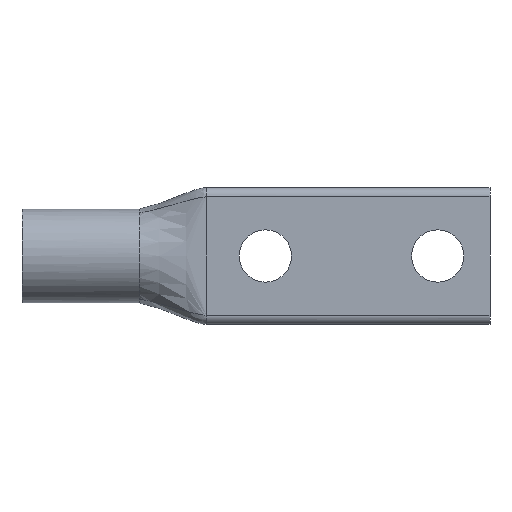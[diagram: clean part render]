
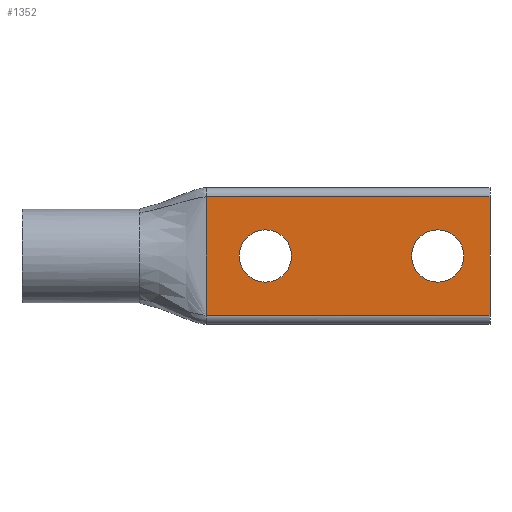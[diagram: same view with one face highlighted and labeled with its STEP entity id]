
A CAD part, front view. The second image highlights one B-rep face of the part: STEP entity #1352.
In plain terms, the highlighted planar face has unit normal (0, -1, 0).
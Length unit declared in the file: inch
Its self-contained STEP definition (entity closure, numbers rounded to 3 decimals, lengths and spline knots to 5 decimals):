
#35 = CARTESIAN_POINT ( 'NONE',  ( 2.47, 0., 0.2655 ) ) ;
#43 = VECTOR ( 'NONE', #1946, 39.37008 ) ;
#84 = ORIENTED_EDGE ( 'NONE', *, *, #1224, .T. ) ;
#95 = CARTESIAN_POINT ( 'NONE',  ( 4.75, 0., -0.6 ) ) ;
#98 = CARTESIAN_POINT ( 'NONE',  ( 1.87, 0., 0.6 ) ) ;
#104 = VECTOR ( 'NONE', #1116, 39.37008 ) ;
#119 = DIRECTION ( 'NONE',  ( 0., 1., 0. ) ) ;
#122 = VERTEX_POINT ( 'NONE', #950 ) ;
#128 = LINE ( 'NONE', #1790, #104 ) ;
#148 = DIRECTION ( 'NONE',  ( 0., 1., 0. ) ) ;
#165 = CARTESIAN_POINT ( 'NONE',  ( 2.47, 0., -0.2655 ) ) ;
#169 = DIRECTION ( 'NONE',  ( 0., 0., 1. ) ) ;
#177 = CARTESIAN_POINT ( 'NONE',  ( 2.47, 0., 0. ) ) ;
#187 = AXIS2_PLACEMENT_3D ( 'NONE', #285, #119, #1967 ) ;
#225 = AXIS2_PLACEMENT_3D ( 'NONE', #803, #1009, #169 ) ;
#284 = EDGE_LOOP ( 'NONE', ( #1121, #84, #428, #2069 ) ) ;
#285 = CARTESIAN_POINT ( 'NONE',  ( 2.47, 0., 0. ) ) ;
#310 = EDGE_CURVE ( 'NONE', #362, #1836, #2149, .T. ) ;
#311 = ORIENTED_EDGE ( 'NONE', *, *, #1177, .T. ) ;
#334 = CARTESIAN_POINT ( 'NONE',  ( 4.75, 0., 0.6 ) ) ;
#348 = DIRECTION ( 'NONE',  ( 0., 0., -1. ) ) ;
#362 = VERTEX_POINT ( 'NONE', #165 ) ;
#365 = FACE_BOUND ( 'NONE', #1715, .T. ) ;
#376 = CARTESIAN_POINT ( 'NONE',  ( 6.15293, 0., 0. ) ) ;
#422 = VECTOR ( 'NONE', #1648, 39.37008 ) ;
#428 = ORIENTED_EDGE ( 'NONE', *, *, #802, .F. ) ;
#560 = VERTEX_POINT ( 'NONE', #95 ) ;
#617 = ORIENTED_EDGE ( 'NONE', *, *, #827, .T. ) ;
#632 = DIRECTION ( 'NONE',  ( 0., 0., 1. ) ) ;
#647 = CIRCLE ( 'NONE', #225, 0.2655 ) ;
#650 = CIRCLE ( 'NONE', #187, 0.2655 ) ;
#717 = FACE_BOUND ( 'NONE', #1060, .T. ) ;
#756 = CARTESIAN_POINT ( 'NONE',  ( 6.15293, 0., -0.6 ) ) ;
#802 = EDGE_CURVE ( 'NONE', #560, #1056, #1130, .T. ) ;
#803 = CARTESIAN_POINT ( 'NONE',  ( 4.22, 0., 0. ) ) ;
#812 = VECTOR ( 'NONE', #348, 39.37008 ) ;
#823 = LINE ( 'NONE', #1002, #812 ) ;
#827 = EDGE_CURVE ( 'NONE', #1836, #362, #650, .T. ) ;
#881 = AXIS2_PLACEMENT_3D ( 'NONE', #376, #1345, #1720 ) ;
#896 = EDGE_CURVE ( 'NONE', #122, #1697, #647, .T. ) ;
#950 = CARTESIAN_POINT ( 'NONE',  ( 4.22, 0., -0.2655 ) ) ;
#996 = CARTESIAN_POINT ( 'NONE',  ( 4.22, 0., 0. ) ) ;
#1002 = CARTESIAN_POINT ( 'NONE',  ( 4.75, 0., 0. ) ) ;
#1009 = DIRECTION ( 'NONE',  ( 0., 1., 0. ) ) ;
#1029 = PLANE ( 'NONE',  #881 ) ;
#1056 = VERTEX_POINT ( 'NONE', #1229 ) ;
#1060 = EDGE_LOOP ( 'NONE', ( #617, #1154 ) ) ;
#1116 = DIRECTION ( 'NONE',  ( -1., 0., 0. ) ) ;
#1121 = ORIENTED_EDGE ( 'NONE', *, *, #1904, .T. ) ;
#1130 = LINE ( 'NONE', #756, #43 ) ;
#1148 = DIRECTION ( 'NONE',  ( 0., 0., 1. ) ) ;
#1154 = ORIENTED_EDGE ( 'NONE', *, *, #310, .T. ) ;
#1177 = EDGE_CURVE ( 'NONE', #1697, #122, #1371, .T. ) ;
#1213 = AXIS2_PLACEMENT_3D ( 'NONE', #177, #148, #632 ) ;
#1224 = EDGE_CURVE ( 'NONE', #1396, #1056, #2001, .T. ) ;
#1229 = CARTESIAN_POINT ( 'NONE',  ( 1.87, 0., -0.6 ) ) ;
#1267 = VERTEX_POINT ( 'NONE', #334 ) ;
#1327 = DIRECTION ( 'NONE',  ( 0., 1., 0. ) ) ;
#1340 = CARTESIAN_POINT ( 'NONE',  ( 4.22, 0., 0.2655 ) ) ;
#1345 = DIRECTION ( 'NONE',  ( 0., -1., 0. ) ) ;
#1352 = ADVANCED_FACE ( 'NONE', ( #1876, #717, #365 ), #1029, .T. ) ;
#1371 = CIRCLE ( 'NONE', #1691, 0.2655 ) ;
#1396 = VERTEX_POINT ( 'NONE', #98 ) ;
#1648 = DIRECTION ( 'NONE',  ( 0., 0., -1. ) ) ;
#1675 = EDGE_CURVE ( 'NONE', #1267, #560, #823, .T. ) ;
#1691 = AXIS2_PLACEMENT_3D ( 'NONE', #996, #1327, #1148 ) ;
#1697 = VERTEX_POINT ( 'NONE', #1340 ) ;
#1715 = EDGE_LOOP ( 'NONE', ( #311, #1956 ) ) ;
#1720 = DIRECTION ( 'NONE',  ( 0., 0., -1. ) ) ;
#1790 = CARTESIAN_POINT ( 'NONE',  ( 6.15293, 0., 0.6 ) ) ;
#1802 = CARTESIAN_POINT ( 'NONE',  ( 1.87, 0., 0. ) ) ;
#1836 = VERTEX_POINT ( 'NONE', #35 ) ;
#1876 = FACE_OUTER_BOUND ( 'NONE', #284, .T. ) ;
#1904 = EDGE_CURVE ( 'NONE', #1267, #1396, #128, .T. ) ;
#1946 = DIRECTION ( 'NONE',  ( -1., 0., 0. ) ) ;
#1956 = ORIENTED_EDGE ( 'NONE', *, *, #896, .T. ) ;
#1967 = DIRECTION ( 'NONE',  ( 0., 0., 1. ) ) ;
#2001 = LINE ( 'NONE', #1802, #422 ) ;
#2069 = ORIENTED_EDGE ( 'NONE', *, *, #1675, .F. ) ;
#2149 = CIRCLE ( 'NONE', #1213, 0.2655 ) ;
